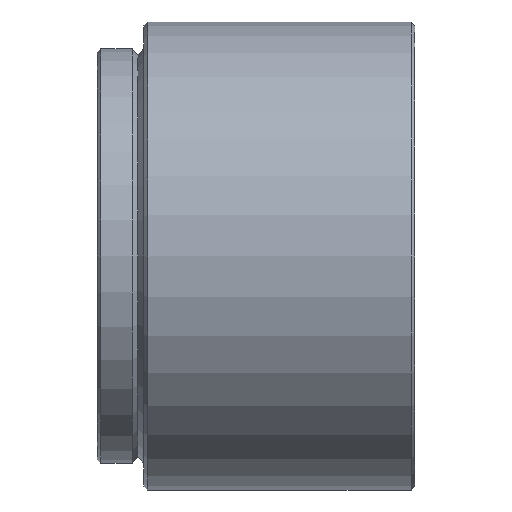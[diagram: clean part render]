
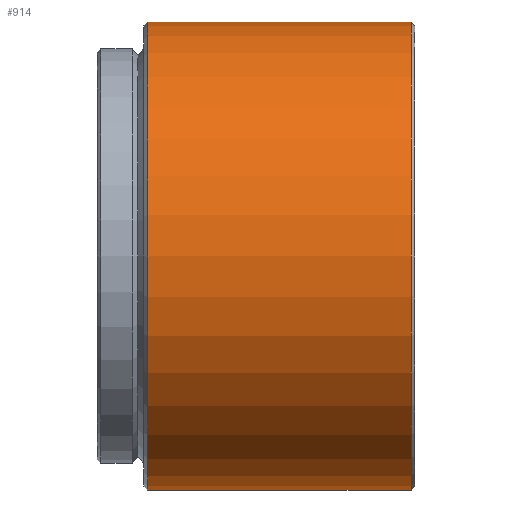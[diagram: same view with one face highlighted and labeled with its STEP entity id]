
A CAD part, front view. The second image highlights one B-rep face of the part: STEP entity #914.
In plain terms, the highlighted cylindrical face has radius 15.24 mm (diameter 30.48 mm), a full revolution.
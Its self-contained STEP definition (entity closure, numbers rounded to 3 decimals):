
#76=CYLINDRICAL_SURFACE('',#1012,15.24);
#99=FACE_OUTER_BOUND('',#156,.T.);
#156=EDGE_LOOP('',(#655,#656,#657,#658,#659));
#218=LINE('',#1419,#278);
#278=VECTOR('',#1159,15.24);
#337=CIRCLE('',#998,15.24);
#339=CIRCLE('',#1001,15.24);
#340=CIRCLE('',#1002,15.24);
#391=VERTEX_POINT('',#1389);
#393=VERTEX_POINT('',#1395);
#394=VERTEX_POINT('',#1396);
#485=EDGE_CURVE('',#391,#391,#337,.T.);
#488=EDGE_CURVE('',#393,#394,#339,.T.);
#489=EDGE_CURVE('',#394,#393,#340,.T.);
#500=EDGE_CURVE('',#393,#391,#218,.T.);
#655=ORIENTED_EDGE('',*,*,#488,.T.);
#656=ORIENTED_EDGE('',*,*,#489,.T.);
#657=ORIENTED_EDGE('',*,*,#500,.T.);
#658=ORIENTED_EDGE('',*,*,#485,.T.);
#659=ORIENTED_EDGE('',*,*,#500,.F.);
#914=ADVANCED_FACE('',(#99),#76,.T.);
#998=AXIS2_PLACEMENT_3D('',#1390,#1123,#1124);
#1001=AXIS2_PLACEMENT_3D('',#1397,#1130,#1131);
#1002=AXIS2_PLACEMENT_3D('',#1398,#1132,#1133);
#1012=AXIS2_PLACEMENT_3D('',#1418,#1157,#1158);
#1123=DIRECTION('center_axis',(-1.,0.,0.));
#1124=DIRECTION('ref_axis',(0.,0.,1.));
#1130=DIRECTION('center_axis',(1.,0.,0.));
#1131=DIRECTION('ref_axis',(0.,0.,-1.));
#1132=DIRECTION('center_axis',(1.,0.,0.));
#1133=DIRECTION('ref_axis',(0.,0.,-1.));
#1157=DIRECTION('center_axis',(-1.,0.,0.));
#1158=DIRECTION('ref_axis',(0.,0.,1.));
#1159=DIRECTION('',(1.,0.,0.));
#1389=CARTESIAN_POINT('',(-3.444,-0.711,-8.517));
#1390=CARTESIAN_POINT('Origin',(-3.444,-0.711,6.723));
#1395=CARTESIAN_POINT('',(-20.598,-0.711,-8.517));
#1396=CARTESIAN_POINT('',(-20.598,-0.711,21.963));
#1397=CARTESIAN_POINT('Origin',(-20.598,-0.711,6.723));
#1398=CARTESIAN_POINT('Origin',(-20.598,-0.711,6.723));
#1418=CARTESIAN_POINT('Origin',(-31.087,-0.711,6.723));
#1419=CARTESIAN_POINT('',(-31.087,-0.711,-8.517));
